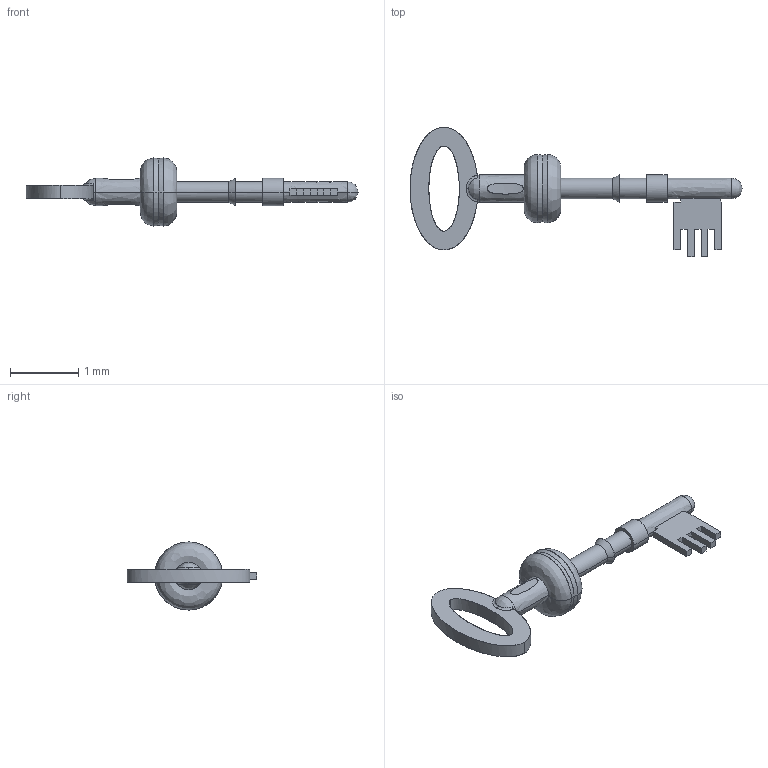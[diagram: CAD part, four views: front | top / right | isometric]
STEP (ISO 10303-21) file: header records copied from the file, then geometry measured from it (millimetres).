
FILE_DESCRIPTION(('CAx Round 4 testing','Key'),'2;1');
FILE_NAME('key-W-SURFS.stp','2000-06-06T10:04:22',('Mike Bogues'),('Autodesk'),'AutoCAD STEP 2000i','AutoCAD 2000i','248.449.2186, , ');
FILE_SCHEMA(('AUTOMOTIVE_DESIGN { 1 2 10303 214 0 1 1 1 }'));
Length unit declared in the file: millimetre
Products named in the file (1): KEY-W-SURFS
Bounding box: 4.87 x 1.9 x 1 mm (x, y, z)
Surface area: 10.9 mm2 (no closed solid volume)
Topology: 0 solids, 0 shells, 60 faces, 288 edges, 288 vertices
Faces by surface type: bspline 60
Entity records: 5035 total; most frequent: CARTESIAN_POINT 3111, QUASI_UNIFORM_CURVE 381, PCURVE 284, COMPOSITE_CURVE_SEGMENT 284, PROPERTY_DEFINITION 121, B_SPLINE_CURVE_WITH_KNOTS 92, STYLED_ITEM 62, SHAPE_REPRESENTATION 61
